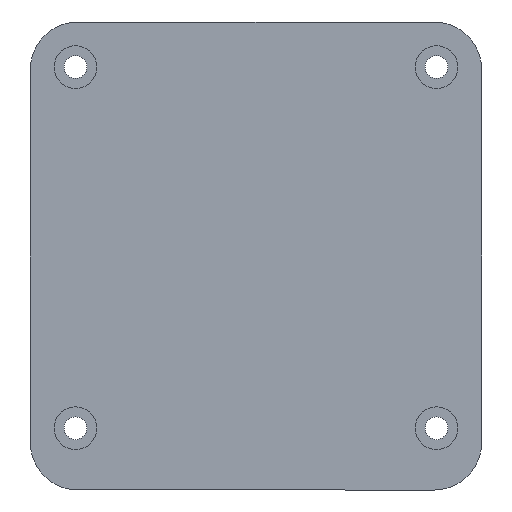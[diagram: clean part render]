
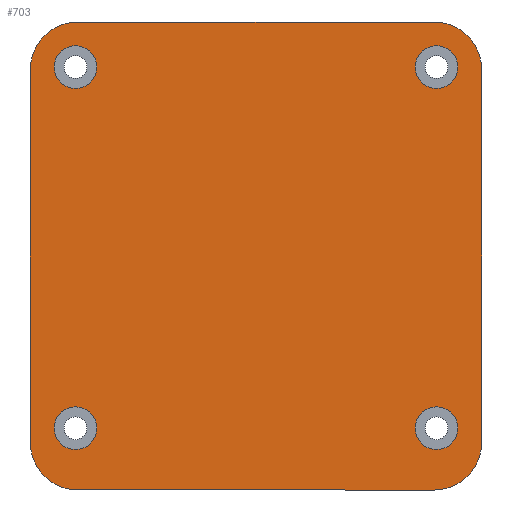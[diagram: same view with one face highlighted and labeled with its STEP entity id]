
A CAD part, front view. The second image highlights one B-rep face of the part: STEP entity #703.
In plain terms, the highlighted planar face has unit normal (0, -1, 0).
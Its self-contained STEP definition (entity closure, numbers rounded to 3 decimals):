
#20 = VERTEX_POINT ( 'NONE', #2169 ) ;
#33 = DIRECTION ( 'NONE',  ( 0., 1., 0. ) ) ;
#36 = CARTESIAN_POINT ( 'NONE',  ( 3., 0., -3. ) ) ;
#39 = AXIS2_PLACEMENT_3D ( 'NONE', #36, #2193, #1427 ) ;
#51 = EDGE_CURVE ( 'NONE', #773, #1948, #200, .T. ) ;
#100 = AXIS2_PLACEMENT_3D ( 'NONE', #2118, #1755, #1382 ) ;
#109 = ORIENTED_EDGE ( 'NONE', *, *, #1048, .F. ) ;
#147 = DIRECTION ( 'NONE',  ( 0., -1., 0. ) ) ;
#167 = AXIS2_PLACEMENT_3D ( 'NONE', #255, #1824, #845 ) ;
#176 = DIRECTION ( 'NONE',  ( 0., 0., -1. ) ) ;
#188 = FACE_OUTER_BOUND ( 'NONE', #1393, .T. ) ;
#195 = AXIS2_PLACEMENT_3D ( 'NONE', #963, #366, #1580 ) ;
#200 = LINE ( 'NONE', #985, #2365 ) ;
#201 = CIRCLE ( 'NONE', #328, 5. ) ;
#219 = CARTESIAN_POINT ( 'NONE',  ( 2.75, 0., -40.75 ) ) ;
#230 = EDGE_CURVE ( 'NONE', #2009, #2167, #1285, .T. ) ;
#246 = FACE_BOUND ( 'NONE', #507, .T. ) ;
#255 = CARTESIAN_POINT ( 'NONE',  ( 3., 0., -42.25 ) ) ;
#273 = VECTOR ( 'NONE', #1418, 1000. ) ;
#296 = ORIENTED_EDGE ( 'NONE', *, *, #230, .F. ) ;
#297 = CARTESIAN_POINT ( 'NONE',  ( 45.5, 0., -42.25 ) ) ;
#305 = DIRECTION ( 'NONE',  ( 0., 0., 1. ) ) ;
#322 = DIRECTION ( 'NONE',  ( 0., -1., 0. ) ) ;
#328 = AXIS2_PLACEMENT_3D ( 'NONE', #2316, #1332, #176 ) ;
#340 = AXIS2_PLACEMENT_3D ( 'NONE', #1916, #322, #1103 ) ;
#344 = ORIENTED_EDGE ( 'NONE', *, *, #968, .F. ) ;
#355 = EDGE_CURVE ( 'NONE', #2326, #2009, #834, .T. ) ;
#366 = DIRECTION ( 'NONE',  ( 0., -1., 0. ) ) ;
#388 = CIRCLE ( 'NONE', #955, 2.25 ) ;
#393 = AXIS2_PLACEMENT_3D ( 'NONE', #2314, #147, #536 ) ;
#397 = DIRECTION ( 'NONE',  ( 0., 0., -1. ) ) ;
#415 = CARTESIAN_POINT ( 'NONE',  ( 40.5, 0., -42.25 ) ) ;
#421 = CARTESIAN_POINT ( 'NONE',  ( 45.5, 0., -3. ) ) ;
#427 = LINE ( 'NONE', #2426, #1000 ) ;
#457 = DIRECTION ( 'NONE',  ( 0., 0., 1. ) ) ;
#473 = CIRCLE ( 'NONE', #1628, 2.25 ) ;
#476 = VERTEX_POINT ( 'NONE', #1687 ) ;
#484 = DIRECTION ( 'NONE',  ( 0., 1., 0. ) ) ;
#507 = EDGE_LOOP ( 'NONE', ( #2113, #2380 ) ) ;
#536 = DIRECTION ( 'NONE',  ( 0., 0., 1. ) ) ;
#566 = VERTEX_POINT ( 'NONE', #1737 ) ;
#584 = DIRECTION ( 'NONE',  ( 0., -1., 0. ) ) ;
#597 = VERTEX_POINT ( 'NONE', #726 ) ;
#603 = EDGE_CURVE ( 'NONE', #597, #476, #1389, .T. ) ;
#627 = CARTESIAN_POINT ( 'NONE',  ( 40.75, 0., -2.75 ) ) ;
#658 = DIRECTION ( 'NONE',  ( 0., 0., -1. ) ) ;
#668 = CARTESIAN_POINT ( 'NONE',  ( 40.5, 0., 2. ) ) ;
#685 = CARTESIAN_POINT ( 'NONE',  ( 40.5, 0., -3. ) ) ;
#686 = ORIENTED_EDGE ( 'NONE', *, *, #1365, .F. ) ;
#699 = CIRCLE ( 'NONE', #340, 2.25 ) ;
#703 = ADVANCED_FACE ( 'NONE', ( #188, #1167, #866, #246, #1217 ), #2386, .T. ) ;
#711 = ORIENTED_EDGE ( 'NONE', *, *, #1464, .F. ) ;
#726 = CARTESIAN_POINT ( 'NONE',  ( 40.75, 0., -5. ) ) ;
#773 = VERTEX_POINT ( 'NONE', #878 ) ;
#817 = EDGE_LOOP ( 'NONE', ( #1870, #2261 ) ) ;
#821 = VECTOR ( 'NONE', #658, 1000. ) ;
#830 = VERTEX_POINT ( 'NONE', #1653 ) ;
#834 = LINE ( 'NONE', #1846, #821 ) ;
#845 = DIRECTION ( 'NONE',  ( 0., 0., -1. ) ) ;
#851 = DIRECTION ( 'NONE',  ( 0., 0., 1. ) ) ;
#858 = CIRCLE ( 'NONE', #2301, 2.25 ) ;
#866 = FACE_BOUND ( 'NONE', #817, .T. ) ;
#878 = CARTESIAN_POINT ( 'NONE',  ( 3., 0., 2. ) ) ;
#895 = EDGE_CURVE ( 'NONE', #1948, #2326, #1815, .T. ) ;
#955 = AXIS2_PLACEMENT_3D ( 'NONE', #1006, #2396, #2025 ) ;
#963 = CARTESIAN_POINT ( 'NONE',  ( 2.75, 0., -2.75 ) ) ;
#968 = EDGE_CURVE ( 'NONE', #2033, #2008, #1897, .T. ) ;
#985 = CARTESIAN_POINT ( 'NONE',  ( 3., 0., 2. ) ) ;
#997 = EDGE_CURVE ( 'NONE', #2292, #566, #699, .T. ) ;
#1000 = VECTOR ( 'NONE', #851, 1000. ) ;
#1006 = CARTESIAN_POINT ( 'NONE',  ( 2.75, 0., -2.75 ) ) ;
#1033 = AXIS2_PLACEMENT_3D ( 'NONE', #685, #484, #305 ) ;
#1036 = LINE ( 'NONE', #1609, #273 ) ;
#1048 = EDGE_CURVE ( 'NONE', #1069, #773, #201, .T. ) ;
#1069 = VERTEX_POINT ( 'NONE', #1115 ) ;
#1070 = CARTESIAN_POINT ( 'NONE',  ( 40.5, 0., -47.25 ) ) ;
#1080 = CARTESIAN_POINT ( 'NONE',  ( 3., 0., -47.25 ) ) ;
#1099 = EDGE_LOOP ( 'NONE', ( #1939, #2479 ) ) ;
#1103 = DIRECTION ( 'NONE',  ( 0., 0., -1. ) ) ;
#1104 = CARTESIAN_POINT ( 'NONE',  ( 2.75, 0., -43. ) ) ;
#1105 = AXIS2_PLACEMENT_3D ( 'NONE', #219, #1438, #457 ) ;
#1115 = CARTESIAN_POINT ( 'NONE',  ( -2., 0., -3. ) ) ;
#1165 = ORIENTED_EDGE ( 'NONE', *, *, #355, .F. ) ;
#1167 = FACE_BOUND ( 'NONE', #1099, .T. ) ;
#1217 = FACE_BOUND ( 'NONE', #2504, .T. ) ;
#1232 = CIRCLE ( 'NONE', #1105, 2.25 ) ;
#1240 = EDGE_CURVE ( 'NONE', #566, #2292, #858, .T. ) ;
#1285 = CIRCLE ( 'NONE', #1934, 5. ) ;
#1332 = DIRECTION ( 'NONE',  ( 0., 1., 0. ) ) ;
#1349 = EDGE_CURVE ( 'NONE', #830, #2161, #1232, .T. ) ;
#1365 = EDGE_CURVE ( 'NONE', #20, #2094, #388, .T. ) ;
#1382 = DIRECTION ( 'NONE',  ( 0., 0., 1. ) ) ;
#1389 = CIRCLE ( 'NONE', #393, 2.25 ) ;
#1391 = DIRECTION ( 'NONE',  ( 0., 0., -1. ) ) ;
#1393 = EDGE_LOOP ( 'NONE', ( #296, #1165, #2210, #1682, #109, #711, #344, #1572 ) ) ;
#1418 = DIRECTION ( 'NONE',  ( -1., 0., 0. ) ) ;
#1423 = DIRECTION ( 'NONE',  ( 0., -1., 0. ) ) ;
#1427 = DIRECTION ( 'NONE',  ( 0., 0., -1. ) ) ;
#1438 = DIRECTION ( 'NONE',  ( 0., -1., 0. ) ) ;
#1464 = EDGE_CURVE ( 'NONE', #2008, #1069, #427, .T. ) ;
#1572 = ORIENTED_EDGE ( 'NONE', *, *, #2428, .F. ) ;
#1575 = CARTESIAN_POINT ( 'NONE',  ( 40.75, 0., -40.75 ) ) ;
#1580 = DIRECTION ( 'NONE',  ( 0., 0., -1. ) ) ;
#1596 = ORIENTED_EDGE ( 'NONE', *, *, #1796, .F. ) ;
#1609 = CARTESIAN_POINT ( 'NONE',  ( 40.5, 0., -47.25 ) ) ;
#1628 = AXIS2_PLACEMENT_3D ( 'NONE', #627, #1423, #2201 ) ;
#1653 = CARTESIAN_POINT ( 'NONE',  ( 2.75, 0., -38.5 ) ) ;
#1682 = ORIENTED_EDGE ( 'NONE', *, *, #51, .F. ) ;
#1687 = CARTESIAN_POINT ( 'NONE',  ( 40.75, 0., -0.5 ) ) ;
#1737 = CARTESIAN_POINT ( 'NONE',  ( 40.75, 0., -38.5 ) ) ;
#1755 = DIRECTION ( 'NONE',  ( 0., -1., 0. ) ) ;
#1772 = DIRECTION ( 'NONE',  ( 1., 0., 0. ) ) ;
#1796 = EDGE_CURVE ( 'NONE', #2094, #20, #1922, .T. ) ;
#1815 = CIRCLE ( 'NONE', #1033, 5. ) ;
#1824 = DIRECTION ( 'NONE',  ( 0., 1., 0. ) ) ;
#1846 = CARTESIAN_POINT ( 'NONE',  ( 45.5, 0., -40.5 ) ) ;
#1864 = CARTESIAN_POINT ( 'NONE',  ( 2.75, 0., -0.5 ) ) ;
#1870 = ORIENTED_EDGE ( 'NONE', *, *, #997, .F. ) ;
#1897 = CIRCLE ( 'NONE', #167, 5. ) ;
#1916 = CARTESIAN_POINT ( 'NONE',  ( 40.75, 0., -40.75 ) ) ;
#1917 = CARTESIAN_POINT ( 'NONE',  ( 40.75, 0., -43. ) ) ;
#1922 = CIRCLE ( 'NONE', #195, 2.25 ) ;
#1934 = AXIS2_PLACEMENT_3D ( 'NONE', #415, #33, #1391 ) ;
#1939 = ORIENTED_EDGE ( 'NONE', *, *, #2257, .F. ) ;
#1948 = VERTEX_POINT ( 'NONE', #668 ) ;
#1950 = CIRCLE ( 'NONE', #100, 2.25 ) ;
#2000 = EDGE_CURVE ( 'NONE', #476, #597, #473, .T. ) ;
#2008 = VERTEX_POINT ( 'NONE', #2294 ) ;
#2009 = VERTEX_POINT ( 'NONE', #297 ) ;
#2025 = DIRECTION ( 'NONE',  ( 0., 0., -1. ) ) ;
#2033 = VERTEX_POINT ( 'NONE', #1080 ) ;
#2094 = VERTEX_POINT ( 'NONE', #1864 ) ;
#2113 = ORIENTED_EDGE ( 'NONE', *, *, #603, .F. ) ;
#2118 = CARTESIAN_POINT ( 'NONE',  ( 2.75, 0., -40.75 ) ) ;
#2161 = VERTEX_POINT ( 'NONE', #1104 ) ;
#2167 = VERTEX_POINT ( 'NONE', #1070 ) ;
#2169 = CARTESIAN_POINT ( 'NONE',  ( 2.75, 0., -5. ) ) ;
#2193 = DIRECTION ( 'NONE',  ( 0., -1., 0. ) ) ;
#2201 = DIRECTION ( 'NONE',  ( 0., 0., 1. ) ) ;
#2210 = ORIENTED_EDGE ( 'NONE', *, *, #895, .F. ) ;
#2257 = EDGE_CURVE ( 'NONE', #2161, #830, #1950, .T. ) ;
#2261 = ORIENTED_EDGE ( 'NONE', *, *, #1240, .F. ) ;
#2292 = VERTEX_POINT ( 'NONE', #1917 ) ;
#2294 = CARTESIAN_POINT ( 'NONE',  ( -2., 0., -42.25 ) ) ;
#2301 = AXIS2_PLACEMENT_3D ( 'NONE', #1575, #584, #397 ) ;
#2314 = CARTESIAN_POINT ( 'NONE',  ( 40.75, 0., -2.75 ) ) ;
#2316 = CARTESIAN_POINT ( 'NONE',  ( 3., 0., -3. ) ) ;
#2326 = VERTEX_POINT ( 'NONE', #421 ) ;
#2365 = VECTOR ( 'NONE', #1772, 1000. ) ;
#2380 = ORIENTED_EDGE ( 'NONE', *, *, #2000, .F. ) ;
#2386 = PLANE ( 'NONE',  #39 ) ;
#2396 = DIRECTION ( 'NONE',  ( 0., -1., 0. ) ) ;
#2426 = CARTESIAN_POINT ( 'NONE',  ( -2., 0., -40.5 ) ) ;
#2428 = EDGE_CURVE ( 'NONE', #2167, #2033, #1036, .T. ) ;
#2479 = ORIENTED_EDGE ( 'NONE', *, *, #1349, .F. ) ;
#2504 = EDGE_LOOP ( 'NONE', ( #686, #1596 ) ) ;
